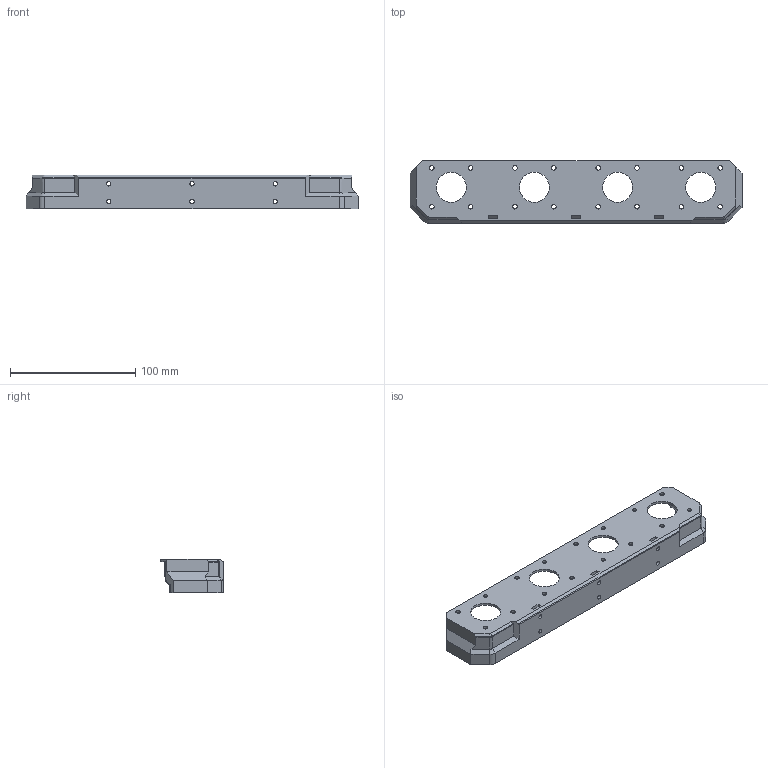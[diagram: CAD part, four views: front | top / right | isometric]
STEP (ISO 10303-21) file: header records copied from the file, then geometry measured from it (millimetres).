
FILE_DESCRIPTION (( 'STEP AP214' ), '1' );
FILE_NAME ('4cx1 holde.STEP', '2024-10-20T09:47:49', ( '' ), ( '' ), 'SwSTEP 2.0', 'SolidWorks 2022', '' );
FILE_SCHEMA (( 'AUTOMOTIVE_DESIGN' ));
Length unit declared in the file: millimetre
Products named in the file (1): 4cx1 holde
Bounding box: 265 x 50 x 27 mm (x, y, z)
Volume: 98710.6 mm3; surface area: 45920 mm2
Topology: 1 solids, 1 shells, 174 faces, 476 edges, 310 vertices
Faces by surface type: cylinder 83, plane 79, bspline 10, cone 2
Entity records: 5878 total; most frequent: CARTESIAN_POINT 1339, ORIENTED_EDGE 952, DIRECTION 902, EDGE_CURVE 476, VERTEX_POINT 310, AXIS2_PLACEMENT_3D 305, LINE 292, VECTOR 292
